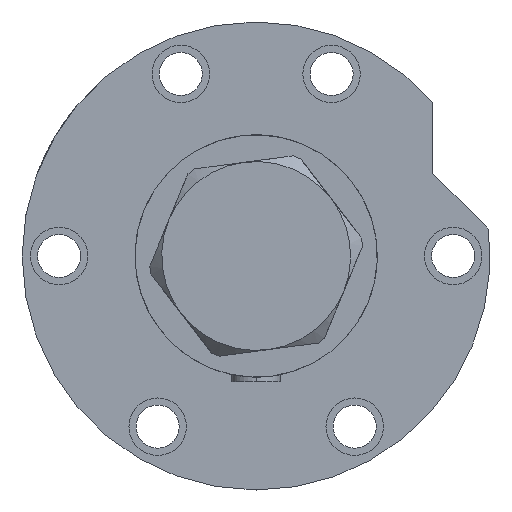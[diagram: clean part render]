
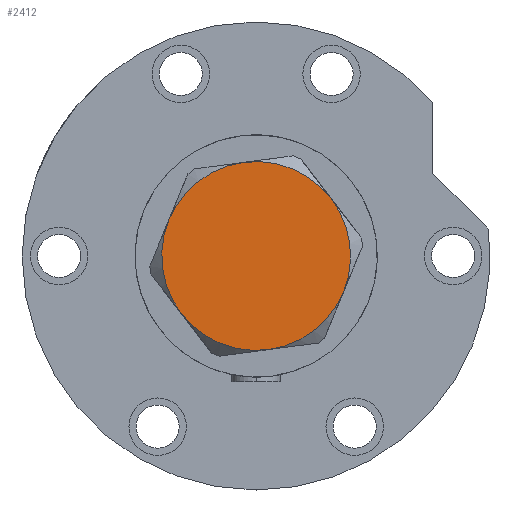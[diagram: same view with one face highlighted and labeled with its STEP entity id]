
A CAD part, left-side view. The second image highlights one B-rep face of the part: STEP entity #2412.
In plain terms, the highlighted face is planar.
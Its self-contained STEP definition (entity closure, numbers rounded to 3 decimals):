
#48 = CARTESIAN_POINT ( 'NONE',  ( 0., 0., 13. ) ) ;
#86 = ORIENTED_EDGE ( 'NONE', *, *, #6122, .T. ) ;
#287 = CIRCLE ( 'NONE', #4760, 23. ) ;
#353 = EDGE_CURVE ( 'NONE', #947, #1001, #2327, .T. ) ;
#370 = AXIS2_PLACEMENT_3D ( 'NONE', #48, #2075, #6076 ) ;
#512 = ORIENTED_EDGE ( 'NONE', *, *, #3828, .T. ) ;
#538 = VERTEX_POINT ( 'NONE', #1046 ) ;
#562 = CARTESIAN_POINT ( 'NONE',  ( 0., 0., 13. ) ) ;
#583 = CARTESIAN_POINT ( 'NONE',  ( 11.5, -19.919, 13. ) ) ;
#691 = AXIS2_PLACEMENT_3D ( 'NONE', #3970, #5951, #1494 ) ;
#790 = AXIS2_PLACEMENT_3D ( 'NONE', #3897, #1941, #5911 ) ;
#895 = AXIS2_PLACEMENT_3D ( 'NONE', #6011, #3540, #5519 ) ;
#941 = FACE_OUTER_BOUND ( 'NONE', #6162, .T. ) ;
#947 = VERTEX_POINT ( 'NONE', #583 ) ;
#1001 = VERTEX_POINT ( 'NONE', #2005 ) ;
#1046 = CARTESIAN_POINT ( 'NONE',  ( -23., 0., 13. ) ) ;
#1088 = VERTEX_POINT ( 'NONE', #6262 ) ;
#1494 = DIRECTION ( 'NONE',  ( 1., 0., 0. ) ) ;
#1648 = CIRCLE ( 'NONE', #4764, 23. ) ;
#1903 = PLANE ( 'NONE',  #790 ) ;
#1941 = DIRECTION ( 'NONE',  ( 0., 0., 1. ) ) ;
#2005 = CARTESIAN_POINT ( 'NONE',  ( 23., 0., 13. ) ) ;
#2075 = DIRECTION ( 'NONE',  ( 0., 0., 1. ) ) ;
#2139 = CIRCLE ( 'NONE', #895, 23. ) ;
#2327 = CIRCLE ( 'NONE', #3578, 23. ) ;
#2412 = ADVANCED_FACE ( 'NONE', ( #941 ), #1903, .T. ) ;
#2578 = DIRECTION ( 'NONE',  ( 1., 0., 0. ) ) ;
#2594 = ORIENTED_EDGE ( 'NONE', *, *, #4177, .T. ) ;
#2712 = DIRECTION ( 'NONE',  ( 1., 0., 0. ) ) ;
#2715 = DIRECTION ( 'NONE',  ( 0., 0., 1. ) ) ;
#3235 = CARTESIAN_POINT ( 'NONE',  ( 0., 0., 13. ) ) ;
#3471 = ORIENTED_EDGE ( 'NONE', *, *, #5887, .T. ) ;
#3540 = DIRECTION ( 'NONE',  ( 0., 0., 1. ) ) ;
#3542 = VERTEX_POINT ( 'NONE', #6180 ) ;
#3559 = DIRECTION ( 'NONE',  ( 0., 0., 1. ) ) ;
#3578 = AXIS2_PLACEMENT_3D ( 'NONE', #3235, #4671, #2712 ) ;
#3670 = CARTESIAN_POINT ( 'NONE',  ( 0., 0., 13. ) ) ;
#3756 = EDGE_CURVE ( 'NONE', #538, #4245, #5669, .T. ) ;
#3828 = EDGE_CURVE ( 'NONE', #3542, #538, #5350, .T. ) ;
#3897 = CARTESIAN_POINT ( 'NONE',  ( 0., 0., 13. ) ) ;
#3970 = CARTESIAN_POINT ( 'NONE',  ( 0., 0., 13. ) ) ;
#3993 = CARTESIAN_POINT ( 'NONE',  ( -11.5, -19.919, 13. ) ) ;
#4177 = EDGE_CURVE ( 'NONE', #1001, #1088, #2139, .T. ) ;
#4245 = VERTEX_POINT ( 'NONE', #3993 ) ;
#4671 = DIRECTION ( 'NONE',  ( 0., 0., 1. ) ) ;
#4760 = AXIS2_PLACEMENT_3D ( 'NONE', #3670, #2715, #5643 ) ;
#4764 = AXIS2_PLACEMENT_3D ( 'NONE', #562, #3559, #2578 ) ;
#5350 = CIRCLE ( 'NONE', #370, 23. ) ;
#5519 = DIRECTION ( 'NONE',  ( 1., 0., 0. ) ) ;
#5643 = DIRECTION ( 'NONE',  ( 1., 0., 0. ) ) ;
#5669 = CIRCLE ( 'NONE', #691, 23. ) ;
#5742 = ORIENTED_EDGE ( 'NONE', *, *, #353, .T. ) ;
#5774 = ORIENTED_EDGE ( 'NONE', *, *, #3756, .T. ) ;
#5887 = EDGE_CURVE ( 'NONE', #4245, #947, #287, .T. ) ;
#5911 = DIRECTION ( 'NONE',  ( 1., 0., 0. ) ) ;
#5951 = DIRECTION ( 'NONE',  ( 0., 0., 1. ) ) ;
#6011 = CARTESIAN_POINT ( 'NONE',  ( 0., 0., 13. ) ) ;
#6076 = DIRECTION ( 'NONE',  ( 1., 0., 0. ) ) ;
#6122 = EDGE_CURVE ( 'NONE', #1088, #3542, #1648, .T. ) ;
#6162 = EDGE_LOOP ( 'NONE', ( #5742, #2594, #86, #512, #5774, #3471 ) ) ;
#6180 = CARTESIAN_POINT ( 'NONE',  ( -11.5, 19.919, 13. ) ) ;
#6262 = CARTESIAN_POINT ( 'NONE',  ( 11.5, 19.919, 13. ) ) ;
